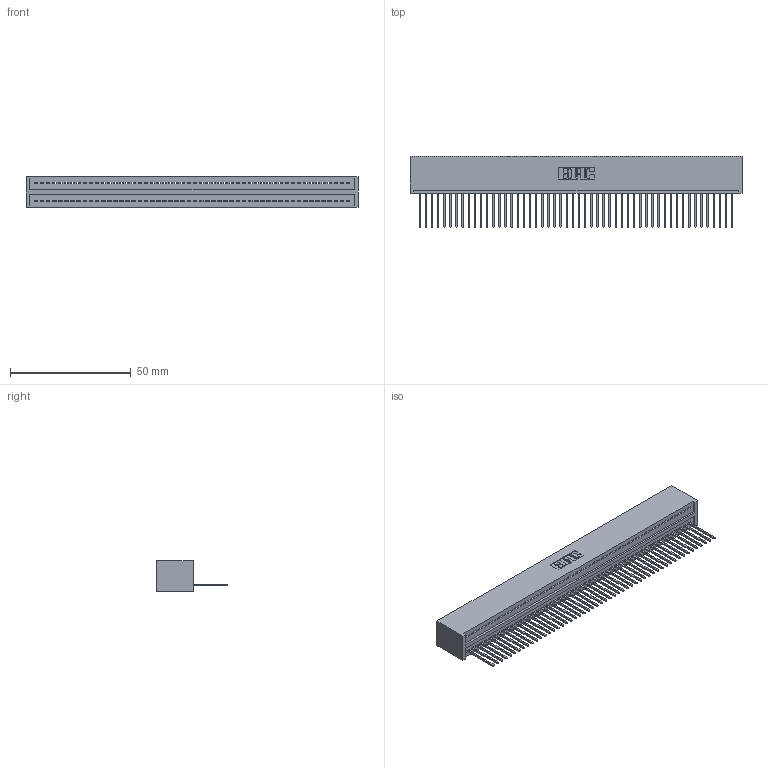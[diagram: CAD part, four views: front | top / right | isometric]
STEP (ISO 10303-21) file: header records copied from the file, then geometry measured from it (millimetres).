
FILE_DESCRIPTION (( 'STEP AP203' ), '1' );
FILE_NAME ('325-052-540-101.STEP', '2020-02-25T00:28:18', ( '' ), ( '' ), 'SwSTEP 2.0', 'SolidWorks 2016', '' );
FILE_SCHEMA (( 'CONFIG_CONTROL_DESIGN' ));
Length unit declared in the file: inch
Products named in the file (3): 325 Part_Lugless; 325-052-540-101; 325-292-001_325-293-140
Assembly tree (53 placements, depth 2):
  325-052-540-101
    325 Part_Lugless
    325-292-001_325-293-140  x52
Bounding box: 137.72 x 29.46 x 12.45 mm (x, y, z)
Volume: 18204.4 mm3; surface area: 21069.2 mm2
Topology: 53 solids, 53 shells, 3122 faces, 9439 edges, 6222 vertices
Faces by surface type: plane 2250, cylinder 872
Entity records: 30237 total; most frequent: CARTESIAN_POINT 5222, ORIENTED_EDGE 5210, DIRECTION 4377, EDGE_CURVE 2605, VECTOR 2485, LINE 2485, VERTEX_POINT 1734, AXIS2_PLACEMENT_3D 946
